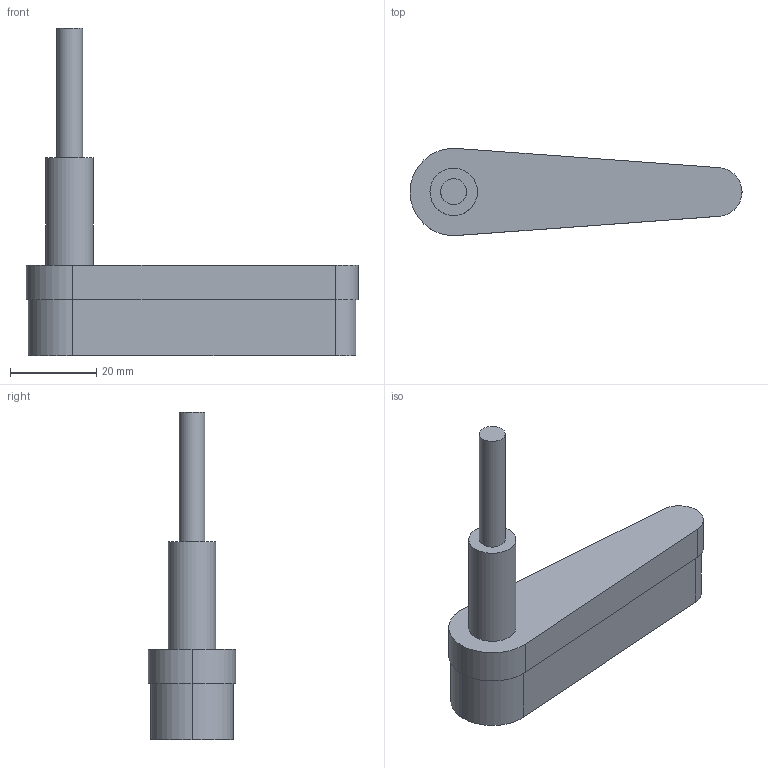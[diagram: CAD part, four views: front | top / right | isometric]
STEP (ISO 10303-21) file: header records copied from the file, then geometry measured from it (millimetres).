
FILE_DESCRIPTION(('HOOPS Exchange Step'),'2;1');
FILE_NAME('7d58e75b7ee658d979948f4852bf2c1b20220123-1-1egevr4.SLDPRT.step','2022-01-23T18:13:57+00:00',('root'),('Unknown organisation'),'HOOPS Exchange 2021.0','HOOPS Exchange','Unknown authorisation');
FILE_SCHEMA( ('AUTOMOTIVE_DESIGN { 1 0 10303 214 1 1 1 1 }') );
Length unit declared in the file: millimetre
Products named in the file (2): Défaut; 7d58e75b7ee658d979948f4852bf2c1b20220123-1-1egevr4
Assembly tree (1 placements, depth 2):
  7d58e75b7ee658d979948f4852bf2c1b20220123-1-1egevr4
    Défaut
Bounding box: 77 x 20.2 x 76 mm (x, y, z)
Volume: 26885.9 mm3; surface area: 7366.9 mm2
Topology: 1 solids, 1 shells, 17 faces, 38 edges, 26 vertices
Faces by surface type: plane 9, cylinder 8
Full cylindrical faces by diameter (mm): 6 x1, 11 x1
Entity records: 533 total; most frequent: DIRECTION 96, CARTESIAN_POINT 84, ORIENTED_EDGE 76, AXIS2_PLACEMENT_3D 38, EDGE_CURVE 38, VERTEX_POINT 26, VECTOR 20, LINE 20
